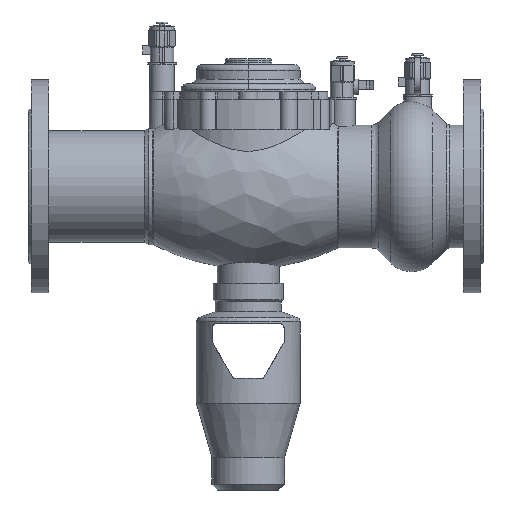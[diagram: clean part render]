
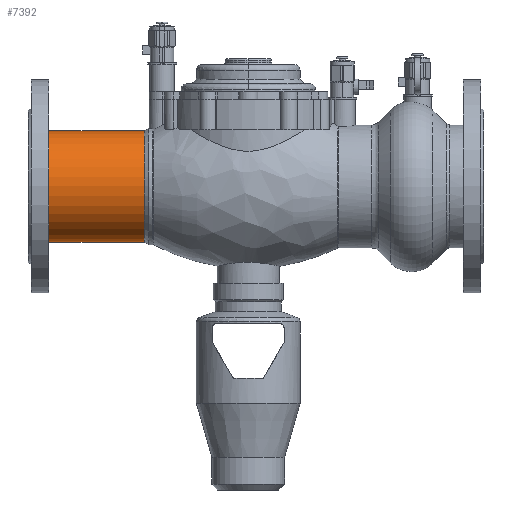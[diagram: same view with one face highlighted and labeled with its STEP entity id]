
A CAD part, front view. The second image highlights one B-rep face of the part: STEP entity #7392.
In plain terms, the highlighted cylindrical face has radius 57.5 mm (diameter 115 mm), a partial arc.
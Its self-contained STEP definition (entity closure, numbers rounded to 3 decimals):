
#506=CYLINDRICAL_SURFACE($,#7970,57.5);
#716=FACE_OUTER_BOUND($,#1177,.T.);
#1177=EDGE_LOOP($,(#5291,#5292,#5293,#5294));
#1666=LINE($,#11846,#2245);
#1667=LINE($,#11847,#2246);
#2245=VECTOR($,#9064,98.67);
#2246=VECTOR($,#9065,98.67);
#2785=CIRCLE($,#7967,57.5);
#2787=CIRCLE($,#7971,57.5);
#3170=VERTEX_POINT($,#11835);
#3171=VERTEX_POINT($,#11836);
#3172=VERTEX_POINT($,#11843);
#3173=VERTEX_POINT($,#11844);
#3953=EDGE_CURVE($,#3170,#3171,#2785,.T.);
#3957=EDGE_CURVE($,#3172,#3173,#2787,.T.);
#3958=EDGE_CURVE($,#3170,#3172,#1666,.T.);
#3959=EDGE_CURVE($,#3173,#3171,#1667,.T.);
#5291=ORIENTED_EDGE($,*,*,#3957,.F.);
#5292=ORIENTED_EDGE($,*,*,#3958,.F.);
#5293=ORIENTED_EDGE($,*,*,#3953,.T.);
#5294=ORIENTED_EDGE($,*,*,#3959,.F.);
#7392=ADVANCED_FACE($,(#716),#506,.T.);
#7967=AXIS2_PLACEMENT_3D($,#11837,#9052,#9053);
#7970=AXIS2_PLACEMENT_3D($,#11842,#9060,#9061);
#7971=AXIS2_PLACEMENT_3D($,#11845,#9062,#9063);
#9052=DIRECTION('center_axis',(1.,0.,0.));
#9053=DIRECTION('ref_axis',(0.,0.,1.));
#9060=DIRECTION('center_axis',(-1.,0.,0.));
#9061=DIRECTION('ref_axis',(0.,0.,1.));
#9062=DIRECTION('center_axis',(1.,0.,0.));
#9063=DIRECTION('ref_axis',(0.,0.,1.));
#9064=DIRECTION($,(1.,0.,0.));
#9065=DIRECTION($,(-1.,0.,0.));
#11835=CARTESIAN_POINT('',(-206.,0.,57.5));
#11836=CARTESIAN_POINT('',(-206.,0.,-57.5));
#11837=CARTESIAN_POINT('Origin',(-206.,0.,0.));
#11842=CARTESIAN_POINT('Origin',(-267.,0.,0.));
#11843=CARTESIAN_POINT('',(-107.33,0.,57.5));
#11844=CARTESIAN_POINT('',(-107.33,0.,-57.5));
#11845=CARTESIAN_POINT('Origin',(-107.33,0.,
0.));
#11846=CARTESIAN_POINT($,(-206.,0.,57.5));
#11847=CARTESIAN_POINT($,(-107.33,0.,-57.5));
